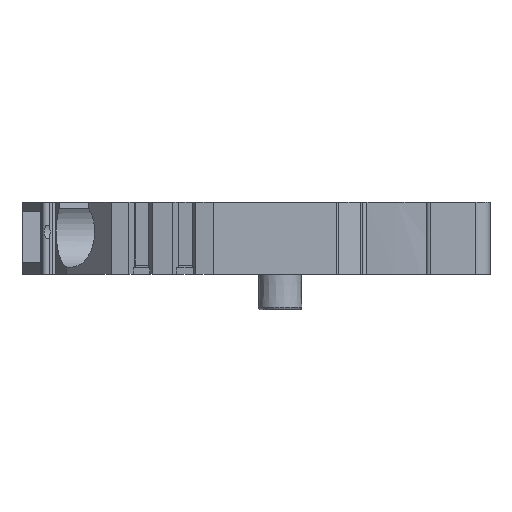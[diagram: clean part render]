
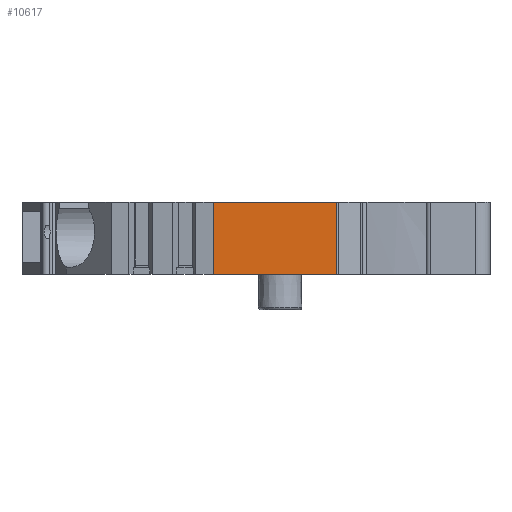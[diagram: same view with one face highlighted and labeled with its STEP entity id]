
A CAD part, left-side view. The second image highlights one B-rep face of the part: STEP entity #10617.
In plain terms, the highlighted planar face has unit normal (-1, 0, 0).
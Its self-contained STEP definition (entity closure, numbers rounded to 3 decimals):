
#32 = PLANE('',#33);
#33 = AXIS2_PLACEMENT_3D('',#34,#35,#36);
#34 = CARTESIAN_POINT('',(0.,0.5,5.1));
#35 = DIRECTION('',(0.,0.,-1.));
#36 = DIRECTION('',(-1.,0.,0.));
#3203 = VERTEX_POINT('',#3204);
#3204 = CARTESIAN_POINT('',(-20.,7.312,5.1));
#3223 = CYLINDRICAL_SURFACE('',#3224,0.3);
#3224 = AXIS2_PLACEMENT_3D('',#3225,#3226,#3227);
#3225 = CARTESIAN_POINT('',(-19.7,7.312,-0.072));
#3226 = DIRECTION('',(0.,0.,1.));
#3227 = DIRECTION('',(-1.,0.,0.));
#3235 = EDGE_CURVE('',#3236,#3203,#3238,.T.);
#3236 = VERTEX_POINT('',#3237);
#3237 = CARTESIAN_POINT('',(-20.,16.,5.1));
#3238 = SURFACE_CURVE('',#3239,(#3243,#3250),.PCURVE_S1.);
#3239 = LINE('',#3240,#3241);
#3240 = CARTESIAN_POINT('',(-20.,16.,5.1));
#3241 = VECTOR('',#3242,1.);
#3242 = DIRECTION('',(0.,-1.,0.));
#3243 = PCURVE('',#32,#3244);
#3244 = DEFINITIONAL_REPRESENTATION('',(#3245),#3249);
#3245 = LINE('',#3246,#3247);
#3246 = CARTESIAN_POINT('',(20.,15.5));
#3247 = VECTOR('',#3248,1.);
#3248 = DIRECTION('',(0.,-1.));
#3249 = ( GEOMETRIC_REPRESENTATION_CONTEXT(2) 
PARAMETRIC_REPRESENTATION_CONTEXT() REPRESENTATION_CONTEXT('2D SPACE',''
  ) );
#3250 = PCURVE('',#3251,#3256);
#3251 = PLANE('',#3252);
#3252 = AXIS2_PLACEMENT_3D('',#3253,#3254,#3255);
#3253 = CARTESIAN_POINT('',(-20.,8.4,5.1));
#3254 = DIRECTION('',(-1.,0.,0.));
#3255 = DIRECTION('',(0.,1.,0.));
#3256 = DEFINITIONAL_REPRESENTATION('',(#3257),#3261);
#3257 = LINE('',#3258,#3259);
#3258 = CARTESIAN_POINT('',(7.6,0.));
#3259 = VECTOR('',#3260,1.);
#3260 = DIRECTION('',(-1.,0.));
#3261 = ( GEOMETRIC_REPRESENTATION_CONTEXT(2) 
PARAMETRIC_REPRESENTATION_CONTEXT() REPRESENTATION_CONTEXT('2D SPACE',''
  ) );
#3279 = PLANE('',#3280);
#3280 = AXIS2_PLACEMENT_3D('',#3281,#3282,#3283);
#3281 = CARTESIAN_POINT('',(-20.,16.,5.1));
#3282 = DIRECTION('',(0.99,-0.139,0.));
#3283 = DIRECTION('',(0.139,0.99,0.));
#5296 = PLANE('',#5297);
#5297 = AXIS2_PLACEMENT_3D('',#5298,#5299,#5300);
#5298 = CARTESIAN_POINT('',(0.,0.5,0.));
#5299 = DIRECTION('',(0.,0.,-1.));
#5300 = DIRECTION('',(-1.,0.,0.));
#7858 = VERTEX_POINT('',#7859);
#7859 = CARTESIAN_POINT('',(-20.,16.,0.));
#7880 = EDGE_CURVE('',#7881,#7858,#7883,.T.);
#7881 = VERTEX_POINT('',#7882);
#7882 = CARTESIAN_POINT('',(-20.,7.312,0.));
#7883 = SURFACE_CURVE('',#7884,(#7888,#7895),.PCURVE_S1.);
#7884 = LINE('',#7885,#7886);
#7885 = CARTESIAN_POINT('',(-20.,7.312,0.));
#7886 = VECTOR('',#7887,1.);
#7887 = DIRECTION('',(0.,1.,0.));
#7888 = PCURVE('',#5296,#7889);
#7889 = DEFINITIONAL_REPRESENTATION('',(#7890),#7894);
#7890 = LINE('',#7891,#7892);
#7891 = CARTESIAN_POINT('',(20.,6.812));
#7892 = VECTOR('',#7893,1.);
#7893 = DIRECTION('',(0.,1.));
#7894 = ( GEOMETRIC_REPRESENTATION_CONTEXT(2) 
PARAMETRIC_REPRESENTATION_CONTEXT() REPRESENTATION_CONTEXT('2D SPACE',''
  ) );
#7895 = PCURVE('',#3251,#7896);
#7896 = DEFINITIONAL_REPRESENTATION('',(#7897),#7901);
#7897 = LINE('',#7898,#7899);
#7898 = CARTESIAN_POINT('',(-1.088,5.1));
#7899 = VECTOR('',#7900,1.);
#7900 = DIRECTION('',(1.,0.));
#7901 = ( GEOMETRIC_REPRESENTATION_CONTEXT(2) 
PARAMETRIC_REPRESENTATION_CONTEXT() REPRESENTATION_CONTEXT('2D SPACE',''
  ) );
#10617 = ADVANCED_FACE('',(#10618),#3251,.T.);
#10618 = FACE_BOUND('',#10619,.F.);
#10619 = EDGE_LOOP('',(#10620,#10641,#10642,#10663));
#10620 = ORIENTED_EDGE('',*,*,#10621,.F.);
#10621 = EDGE_CURVE('',#7881,#3203,#10622,.T.);
#10622 = SURFACE_CURVE('',#10623,(#10627,#10634),.PCURVE_S1.);
#10623 = LINE('',#10624,#10625);
#10624 = CARTESIAN_POINT('',(-20.,7.312,0.));
#10625 = VECTOR('',#10626,1.);
#10626 = DIRECTION('',(0.,0.,1.));
#10627 = PCURVE('',#3251,#10628);
#10628 = DEFINITIONAL_REPRESENTATION('',(#10629),#10633);
#10629 = LINE('',#10630,#10631);
#10630 = CARTESIAN_POINT('',(-1.088,5.1));
#10631 = VECTOR('',#10632,1.);
#10632 = DIRECTION('',(0.,-1.));
#10633 = ( GEOMETRIC_REPRESENTATION_CONTEXT(2) 
PARAMETRIC_REPRESENTATION_CONTEXT() REPRESENTATION_CONTEXT('2D SPACE',''
  ) );
#10634 = PCURVE('',#3223,#10635);
#10635 = DEFINITIONAL_REPRESENTATION('',(#10636),#10640);
#10636 = LINE('',#10637,#10638);
#10637 = CARTESIAN_POINT('',(0.,0.072));
#10638 = VECTOR('',#10639,1.);
#10639 = DIRECTION('',(0.,1.));
#10640 = ( GEOMETRIC_REPRESENTATION_CONTEXT(2) 
PARAMETRIC_REPRESENTATION_CONTEXT() REPRESENTATION_CONTEXT('2D SPACE',''
  ) );
#10641 = ORIENTED_EDGE('',*,*,#7880,.T.);
#10642 = ORIENTED_EDGE('',*,*,#10643,.F.);
#10643 = EDGE_CURVE('',#3236,#7858,#10644,.T.);
#10644 = SURFACE_CURVE('',#10645,(#10649,#10656),.PCURVE_S1.);
#10645 = LINE('',#10646,#10647);
#10646 = CARTESIAN_POINT('',(-20.,16.,5.1));
#10647 = VECTOR('',#10648,1.);
#10648 = DIRECTION('',(0.,0.,-1.));
#10649 = PCURVE('',#3251,#10650);
#10650 = DEFINITIONAL_REPRESENTATION('',(#10651),#10655);
#10651 = LINE('',#10652,#10653);
#10652 = CARTESIAN_POINT('',(7.6,0.));
#10653 = VECTOR('',#10654,1.);
#10654 = DIRECTION('',(0.,1.));
#10655 = ( GEOMETRIC_REPRESENTATION_CONTEXT(2) 
PARAMETRIC_REPRESENTATION_CONTEXT() REPRESENTATION_CONTEXT('2D SPACE',''
  ) );
#10656 = PCURVE('',#3279,#10657);
#10657 = DEFINITIONAL_REPRESENTATION('',(#10658),#10662);
#10658 = LINE('',#10659,#10660);
#10659 = CARTESIAN_POINT('',(0.,0.));
#10660 = VECTOR('',#10661,1.);
#10661 = DIRECTION('',(0.,-1.));
#10662 = ( GEOMETRIC_REPRESENTATION_CONTEXT(2) 
PARAMETRIC_REPRESENTATION_CONTEXT() REPRESENTATION_CONTEXT('2D SPACE',''
  ) );
#10663 = ORIENTED_EDGE('',*,*,#3235,.T.);
